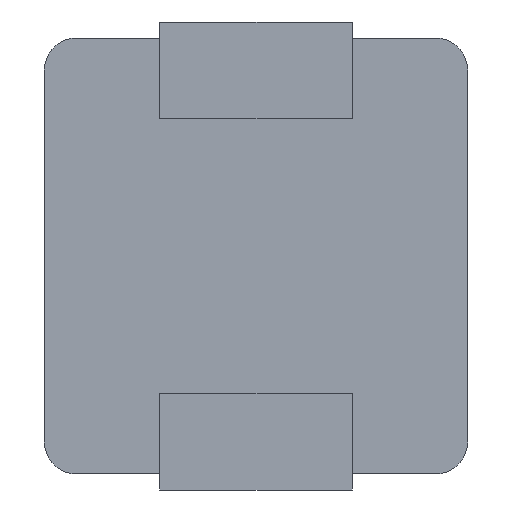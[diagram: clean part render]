
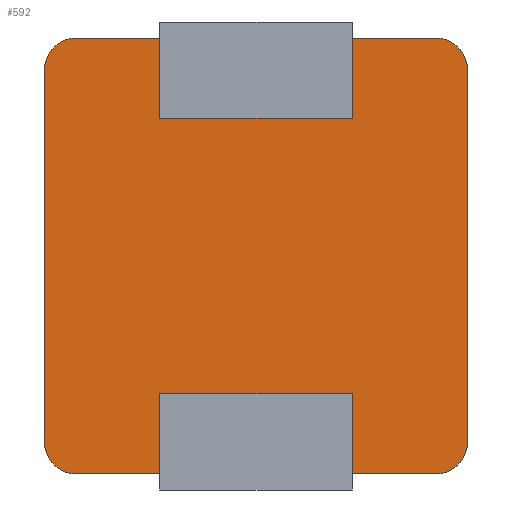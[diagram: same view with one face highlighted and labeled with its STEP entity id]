
A CAD part, front view. The second image highlights one B-rep face of the part: STEP entity #592.
In plain terms, the highlighted planar face has unit normal (0, -1, 0).
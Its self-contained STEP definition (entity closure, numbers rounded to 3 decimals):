
#8 = DIRECTION ( 'NONE',  ( 0., 0., 1. ) ) ;
#16 = ORIENTED_EDGE ( 'NONE', *, *, #312, .F. ) ;
#17 = EDGE_CURVE ( 'NONE', #397, #580, #268, .T. ) ;
#20 = DIRECTION ( 'NONE',  ( 0., 0., -1. ) ) ;
#22 = DIRECTION ( 'NONE',  ( 0., -1., 0. ) ) ;
#31 = CARTESIAN_POINT ( 'NONE',  ( 2.8, 0.05, 3.4 ) ) ;
#32 = DIRECTION ( 'NONE',  ( -1., 0., 0. ) ) ;
#41 = AXIS2_PLACEMENT_3D ( 'NONE', #878, #260, #529 ) ;
#42 = FACE_OUTER_BOUND ( 'NONE', #416, .T. ) ;
#45 = ORIENTED_EDGE ( 'NONE', *, *, #442, .T. ) ;
#48 = ORIENTED_EDGE ( 'NONE', *, *, #471, .F. ) ;
#50 = EDGE_CURVE ( 'NONE', #734, #745, #229, .T. ) ;
#57 = ORIENTED_EDGE ( 'NONE', *, *, #17, .T. ) ;
#63 = CARTESIAN_POINT ( 'NONE',  ( 3.3, 0.05, 3.4 ) ) ;
#70 = CARTESIAN_POINT ( 'NONE',  ( -1.5, 0.05, 2.15 ) ) ;
#78 = VERTEX_POINT ( 'NONE', #141 ) ;
#85 = ORIENTED_EDGE ( 'NONE', *, *, #619, .T. ) ;
#87 = CARTESIAN_POINT ( 'NONE',  ( 1.5, 0.05, -2.15 ) ) ;
#89 = DIRECTION ( 'NONE',  ( 0., 0., 1. ) ) ;
#90 = DIRECTION ( 'NONE',  ( 1., 0., 0. ) ) ;
#107 = LINE ( 'NONE', #376, #530 ) ;
#121 = ORIENTED_EDGE ( 'NONE', *, *, #503, .T. ) ;
#124 = VERTEX_POINT ( 'NONE', #87 ) ;
#126 = CIRCLE ( 'NONE', #518, 0.5 ) ;
#132 = DIRECTION ( 'NONE',  ( 0., 0., -1. ) ) ;
#141 = CARTESIAN_POINT ( 'NONE',  ( -2.8, 0.05, -3.4 ) ) ;
#157 = DIRECTION ( 'NONE',  ( 0., 0., -1. ) ) ;
#167 = LINE ( 'NONE', #443, #552 ) ;
#170 = VERTEX_POINT ( 'NONE', #361 ) ;
#171 = DIRECTION ( 'NONE',  ( 1., 0., 0. ) ) ;
#189 = CARTESIAN_POINT ( 'NONE',  ( -1.5, 0.05, -2.15 ) ) ;
#196 = CARTESIAN_POINT ( 'NONE',  ( -1.5, 0.05, -3.4 ) ) ;
#197 = CARTESIAN_POINT ( 'NONE',  ( 2.8, 0.05, -2.9 ) ) ;
#198 = ORIENTED_EDGE ( 'NONE', *, *, #873, .T. ) ;
#205 = EDGE_CURVE ( 'NONE', #743, #808, #369, .T. ) ;
#214 = DIRECTION ( 'NONE',  ( 1., 0., 0. ) ) ;
#229 = CIRCLE ( 'NONE', #886, 0.5 ) ;
#238 = ORIENTED_EDGE ( 'NONE', *, *, #866, .F. ) ;
#260 = DIRECTION ( 'NONE',  ( 0., 1., 0. ) ) ;
#268 = LINE ( 'NONE', #539, #588 ) ;
#279 = VERTEX_POINT ( 'NONE', #638 ) ;
#286 = CARTESIAN_POINT ( 'NONE',  ( -3.3, 0.05, -2.9 ) ) ;
#289 = DIRECTION ( 'NONE',  ( 0., 0., 1. ) ) ;
#294 = VERTEX_POINT ( 'NONE', #31 ) ;
#299 = CARTESIAN_POINT ( 'NONE',  ( 1.5, 0.05, 2.15 ) ) ;
#300 = VECTOR ( 'NONE', #171, 1000. ) ;
#308 = PLANE ( 'NONE',  #41 ) ;
#312 = EDGE_CURVE ( 'NONE', #528, #651, #167, .T. ) ;
#323 = VERTEX_POINT ( 'NONE', #854 ) ;
#327 = DIRECTION ( 'NONE',  ( 0., 0., -1. ) ) ;
#329 = EDGE_CURVE ( 'NONE', #734, #803, #511, .T. ) ;
#340 = CARTESIAN_POINT ( 'NONE',  ( -2.8, 0.05, 2.9 ) ) ;
#356 = LINE ( 'NONE', #626, #505 ) ;
#360 = EDGE_CURVE ( 'NONE', #170, #743, #107, .T. ) ;
#361 = CARTESIAN_POINT ( 'NONE',  ( 1.5, 0.05, 3.4 ) ) ;
#369 = LINE ( 'NONE', #639, #675 ) ;
#375 = ORIENTED_EDGE ( 'NONE', *, *, #804, .T. ) ;
#376 = CARTESIAN_POINT ( 'NONE',  ( 1.5, 0.05, 0. ) ) ;
#381 = AXIS2_PLACEMENT_3D ( 'NONE', #629, #22, #289 ) ;
#397 = VERTEX_POINT ( 'NONE', #545 ) ;
#416 = EDGE_LOOP ( 'NONE', ( #497, #198, #45, #16, #85, #121, #57, #375, #475, #602, #238, #817, #868, #48, #770, #706 ) ) ;
#426 = CARTESIAN_POINT ( 'NONE',  ( 2.8, 0.05, 2.9 ) ) ;
#428 = LINE ( 'NONE', #697, #486 ) ;
#442 = EDGE_CURVE ( 'NONE', #78, #651, #551, .T. ) ;
#443 = CARTESIAN_POINT ( 'NONE',  ( -1.5, 0.05, -2.15 ) ) ;
#451 = CIRCLE ( 'NONE', #888, 0.5 ) ;
#460 = EDGE_CURVE ( 'NONE', #323, #294, #451, .T. ) ;
#462 = DIRECTION ( 'NONE',  ( 1., 0., 0. ) ) ;
#466 = LINE ( 'NONE', #748, #578 ) ;
#467 = DIRECTION ( 'NONE',  ( 0., -1., 0. ) ) ;
#471 = EDGE_CURVE ( 'NONE', #803, #808, #356, .T. ) ;
#472 = VERTEX_POINT ( 'NONE', #286 ) ;
#475 = ORIENTED_EDGE ( 'NONE', *, *, #642, .F. ) ;
#486 = VECTOR ( 'NONE', #90, 1000. ) ;
#494 = LINE ( 'NONE', #774, #851 ) ;
#497 = ORIENTED_EDGE ( 'NONE', *, *, #652, .T. ) ;
#503 = EDGE_CURVE ( 'NONE', #124, #397, #494, .T. ) ;
#505 = VECTOR ( 'NONE', #20, 1000. ) ;
#511 = LINE ( 'NONE', #786, #300 ) ;
#518 = AXIS2_PLACEMENT_3D ( 'NONE', #197, #467, #749 ) ;
#528 = VERTEX_POINT ( 'NONE', #636 ) ;
#529 = DIRECTION ( 'NONE',  ( 0., 0., 1. ) ) ;
#530 = VECTOR ( 'NONE', #646, 1000. ) ;
#539 = CARTESIAN_POINT ( 'NONE',  ( -3.3, 0.05, -3.4 ) ) ;
#545 = CARTESIAN_POINT ( 'NONE',  ( 1.5, 0.05, -3.4 ) ) ;
#551 = LINE ( 'NONE', #829, #574 ) ;
#552 = VECTOR ( 'NONE', #713, 1000. ) ;
#571 = CARTESIAN_POINT ( 'NONE',  ( 2.8, 0.05, -3.4 ) ) ;
#573 = CARTESIAN_POINT ( 'NONE',  ( -3.3, 0.05, 2.9 ) ) ;
#574 = VECTOR ( 'NONE', #214, 1000. ) ;
#578 = VECTOR ( 'NONE', #132, 1000. ) ;
#580 = VERTEX_POINT ( 'NONE', #571 ) ;
#588 = VECTOR ( 'NONE', #818, 1000. ) ;
#592 = ADVANCED_FACE ( 'NONE', ( #42 ), #308, .F. ) ;
#602 = ORIENTED_EDGE ( 'NONE', *, *, #460, .T. ) ;
#613 = DIRECTION ( 'NONE',  ( 0., -1., 0. ) ) ;
#619 = EDGE_CURVE ( 'NONE', #528, #124, #810, .T. ) ;
#626 = CARTESIAN_POINT ( 'NONE',  ( -1.5, 0.05, 0. ) ) ;
#629 = CARTESIAN_POINT ( 'NONE',  ( -2.8, 0.05, -2.9 ) ) ;
#636 = CARTESIAN_POINT ( 'NONE',  ( -1.5, 0.05, -2.15 ) ) ;
#638 = CARTESIAN_POINT ( 'NONE',  ( 3.3, 0.05, -2.9 ) ) ;
#639 = CARTESIAN_POINT ( 'NONE',  ( 0., 0.05, 2.15 ) ) ;
#642 = EDGE_CURVE ( 'NONE', #323, #279, #669, .T. ) ;
#646 = DIRECTION ( 'NONE',  ( 0., 0., -1. ) ) ;
#651 = VERTEX_POINT ( 'NONE', #196 ) ;
#652 = EDGE_CURVE ( 'NONE', #745, #472, #466, .T. ) ;
#669 = LINE ( 'NONE', #63, #684 ) ;
#675 = VECTOR ( 'NONE', #32, 1000. ) ;
#684 = VECTOR ( 'NONE', #327, 1000. ) ;
#695 = DIRECTION ( 'NONE',  ( 0., -1., 0. ) ) ;
#697 = CARTESIAN_POINT ( 'NONE',  ( -3.3, 0.05, 3.4 ) ) ;
#706 = ORIENTED_EDGE ( 'NONE', *, *, #50, .T. ) ;
#713 = DIRECTION ( 'NONE',  ( 0., 0., -1. ) ) ;
#734 = VERTEX_POINT ( 'NONE', #838 ) ;
#743 = VERTEX_POINT ( 'NONE', #299 ) ;
#745 = VERTEX_POINT ( 'NONE', #573 ) ;
#748 = CARTESIAN_POINT ( 'NONE',  ( -3.3, 0.05, 3.4 ) ) ;
#749 = DIRECTION ( 'NONE',  ( 0., 0., 1. ) ) ;
#770 = ORIENTED_EDGE ( 'NONE', *, *, #329, .F. ) ;
#774 = CARTESIAN_POINT ( 'NONE',  ( 1.5, 0.05, -2.15 ) ) ;
#786 = CARTESIAN_POINT ( 'NONE',  ( -3.3, 0.05, 3.4 ) ) ;
#802 = VECTOR ( 'NONE', #462, 1000. ) ;
#803 = VERTEX_POINT ( 'NONE', #816 ) ;
#804 = EDGE_CURVE ( 'NONE', #580, #279, #126, .T. ) ;
#808 = VERTEX_POINT ( 'NONE', #70 ) ;
#810 = LINE ( 'NONE', #189, #802 ) ;
#816 = CARTESIAN_POINT ( 'NONE',  ( -1.5, 0.05, 3.4 ) ) ;
#817 = ORIENTED_EDGE ( 'NONE', *, *, #360, .T. ) ;
#818 = DIRECTION ( 'NONE',  ( 1., 0., 0. ) ) ;
#829 = CARTESIAN_POINT ( 'NONE',  ( -3.3, 0.05, -3.4 ) ) ;
#838 = CARTESIAN_POINT ( 'NONE',  ( -2.8, 0.05, 3.4 ) ) ;
#851 = VECTOR ( 'NONE', #157, 1000. ) ;
#854 = CARTESIAN_POINT ( 'NONE',  ( 3.3, 0.05, 2.9 ) ) ;
#866 = EDGE_CURVE ( 'NONE', #170, #294, #428, .T. ) ;
#868 = ORIENTED_EDGE ( 'NONE', *, *, #205, .T. ) ;
#871 = CIRCLE ( 'NONE', #381, 0.5 ) ;
#873 = EDGE_CURVE ( 'NONE', #472, #78, #871, .T. ) ;
#878 = CARTESIAN_POINT ( 'NONE',  ( 0., 0.05, 0. ) ) ;
#886 = AXIS2_PLACEMENT_3D ( 'NONE', #340, #613, #8 ) ;
#888 = AXIS2_PLACEMENT_3D ( 'NONE', #426, #695, #89 ) ;
